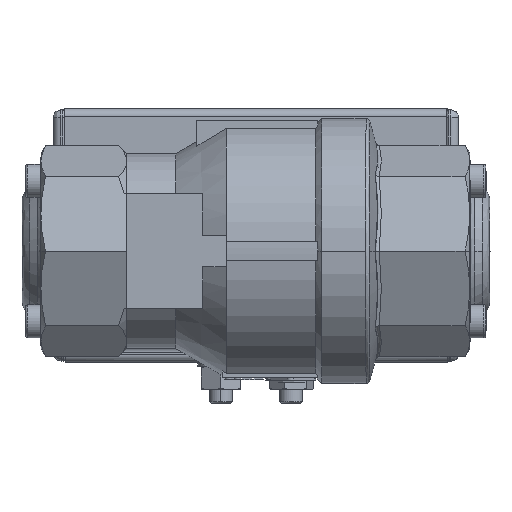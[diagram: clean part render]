
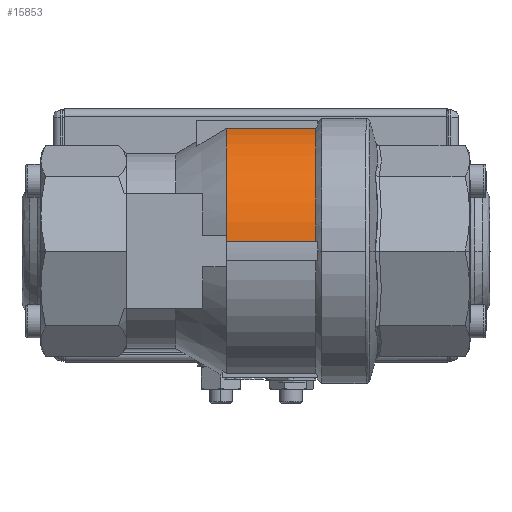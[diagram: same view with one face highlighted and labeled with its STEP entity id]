
A CAD part, front view. The second image highlights one B-rep face of the part: STEP entity #15853.
In plain terms, the highlighted cylindrical face has radius 32.5 mm (diameter 65 mm), a partial arc.
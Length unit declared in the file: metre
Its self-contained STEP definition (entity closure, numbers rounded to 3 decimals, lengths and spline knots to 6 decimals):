
#13152 = CIRCLE ( 'NONE', #17371, 0.0325 ) ;
#15655 = FACE_OUTER_BOUND ( 'NONE', #16599, .T. ) ;
#15853 = ADVANCED_FACE ( 'NONE', ( #15655 ), #37302, .T. ) ;
#16599 = EDGE_LOOP ( 'NONE', ( #45830, #45525, #52614, #71492 ) ) ;
#17371 = AXIS2_PLACEMENT_3D ( 'NONE', #20210, #40558, #60875 ) ;
#17770 = DIRECTION ( 'NONE',  ( -1., 0.002, 0. ) ) ;
#18139 = EDGE_CURVE ( 'NONE', #40956, #78298, #44181, .T. ) ;
#18902 = CARTESIAN_POINT ( 'NONE',  ( -0.002879, -0.087354, 0.112665 ) ) ;
#20210 = CARTESIAN_POINT ( 'NONE',  ( -0.025737, -0.054914, 0.110165 ) ) ;
#23751 = CARTESIAN_POINT ( 'NONE',  ( -0.002828, -0.05495, 0.110165 ) ) ;
#26527 = VECTOR ( 'NONE', #17770, 1. ) ;
#30901 = CARTESIAN_POINT ( 'NONE',  ( -0.014334, -0.087335, 0.112665 ) ) ;
#31542 = CARTESIAN_POINT ( 'NONE',  ( -0.014282, -0.054932, 0.110165 ) ) ;
#37302 = CYLINDRICAL_SURFACE ( 'NONE', #54287, 0.0325 ) ;
#38194 = DIRECTION ( 'NONE',  ( 1., -0.002, 0. ) ) ;
#40251 = EDGE_CURVE ( 'NONE', #78298, #59262, #69824, .T. ) ;
#40558 = DIRECTION ( 'NONE',  ( 1., -0.002, 0. ) ) ;
#40956 = VERTEX_POINT ( 'NONE', #48701 ) ;
#44181 = LINE ( 'NONE', #30901, #45091 ) ;
#44400 = DIRECTION ( 'NONE',  ( 0., 0., -1. ) ) ;
#45091 = VECTOR ( 'NONE', #57876, 1. ) ;
#45525 = ORIENTED_EDGE ( 'NONE', *, *, #18139, .T. ) ;
#45830 = ORIENTED_EDGE ( 'NONE', *, *, #68791, .T. ) ;
#47385 = CARTESIAN_POINT ( 'NONE',  ( -0.02575, -0.062914, 0.141665 ) ) ;
#48701 = CARTESIAN_POINT ( 'NONE',  ( -0.025788, -0.087317, 0.112665 ) ) ;
#52614 = ORIENTED_EDGE ( 'NONE', *, *, #40251, .T. ) ;
#54287 = AXIS2_PLACEMENT_3D ( 'NONE', #31542, #38194, #44400 ) ;
#56684 = LINE ( 'NONE', #64636, #26527 ) ;
#57876 = DIRECTION ( 'NONE',  ( 1., -0.002, 0. ) ) ;
#59262 = VERTEX_POINT ( 'NONE', #66307 ) ;
#60875 = DIRECTION ( 'NONE',  ( 0., 0., -1. ) ) ;
#60927 = VERTEX_POINT ( 'NONE', #47385 ) ;
#64233 = AXIS2_PLACEMENT_3D ( 'NONE', #23751, #77648, #85986 ) ;
#64636 = CARTESIAN_POINT ( 'NONE',  ( -0.014295, -0.062932, 0.141665 ) ) ;
#66307 = CARTESIAN_POINT ( 'NONE',  ( -0.00284, -0.06295, 0.141665 ) ) ;
#68791 = EDGE_CURVE ( 'NONE', #60927, #40956, #13152, .T. ) ;
#69824 = CIRCLE ( 'NONE', #64233, 0.0325 ) ;
#71492 = ORIENTED_EDGE ( 'NONE', *, *, #72468, .T. ) ;
#72468 = EDGE_CURVE ( 'NONE', #59262, #60927, #56684, .T. ) ;
#77648 = DIRECTION ( 'NONE',  ( -1., 0.002, 0. ) ) ;
#78298 = VERTEX_POINT ( 'NONE', #18902 ) ;
#85986 = DIRECTION ( 'NONE',  ( 0., 0., -1. ) ) ;
